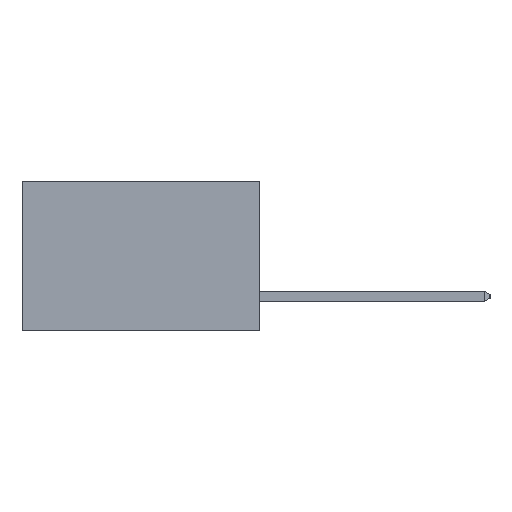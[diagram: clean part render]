
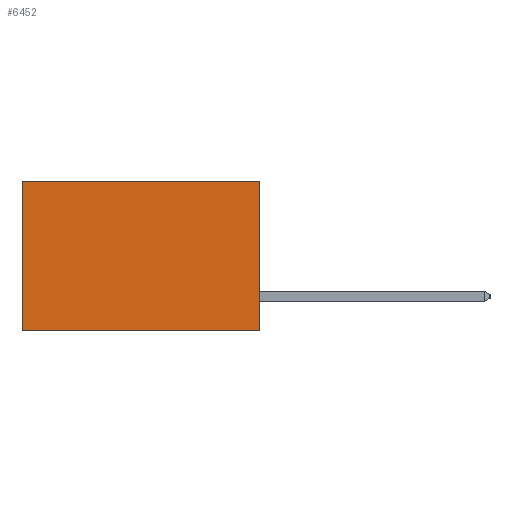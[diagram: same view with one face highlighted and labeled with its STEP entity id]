
A CAD part, left-side view. The second image highlights one B-rep face of the part: STEP entity #6452.
In plain terms, the highlighted planar face has unit normal (-1, 0, 0).
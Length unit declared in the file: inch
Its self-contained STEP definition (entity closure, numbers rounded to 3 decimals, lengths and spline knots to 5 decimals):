
#175 = VECTOR ( 'NONE', #11040, 39.37008 ) ;
#684 = LINE ( 'NONE', #3529, #175 ) ;
#1953 = EDGE_LOOP ( 'NONE', ( #8948, #7008, #11153, #10652 ) ) ;
#2003 = EDGE_CURVE ( 'NONE', #2005, #2706, #2981, .T. ) ;
#2005 = VERTEX_POINT ( 'NONE', #4495 ) ;
#2706 = VERTEX_POINT ( 'NONE', #16484 ) ;
#2981 = LINE ( 'NONE', #3481, #14456 ) ;
#3481 = CARTESIAN_POINT ( 'NONE',  ( 0.277, 0.59, -0.37 ) ) ;
#3529 = CARTESIAN_POINT ( 'NONE',  ( 0.277, 0., -0.37 ) ) ;
#3822 = FACE_OUTER_BOUND ( 'NONE', #1953, .T. ) ;
#4495 = CARTESIAN_POINT ( 'NONE',  ( 0.277, 0.59, 0. ) ) ;
#5978 = CARTESIAN_POINT ( 'NONE',  ( 0.277, 0., -0.37 ) ) ;
#6452 = ADVANCED_FACE ( 'NONE', ( #3822 ), #13055, .F. ) ;
#7008 = ORIENTED_EDGE ( 'NONE', *, *, #13437, .F. ) ;
#8948 = ORIENTED_EDGE ( 'NONE', *, *, #2003, .T. ) ;
#9266 = CARTESIAN_POINT ( 'NONE',  ( 0.277, 0., -0.37 ) ) ;
#9985 = VECTOR ( 'NONE', #11586, 39.37008 ) ;
#10103 = CARTESIAN_POINT ( 'NONE',  ( 0.277, 0., 0. ) ) ;
#10652 = ORIENTED_EDGE ( 'NONE', *, *, #11325, .T. ) ;
#10742 = DIRECTION ( 'NONE',  ( 0., 1., 0. ) ) ;
#11040 = DIRECTION ( 'NONE',  ( 0., 0., -1. ) ) ;
#11078 = VERTEX_POINT ( 'NONE', #15437 ) ;
#11153 = ORIENTED_EDGE ( 'NONE', *, *, #17453, .F. ) ;
#11291 = LINE ( 'NONE', #9266, #18627 ) ;
#11325 = EDGE_CURVE ( 'NONE', #11078, #2005, #13399, .T. ) ;
#11586 = DIRECTION ( 'NONE',  ( 0., 1., 0. ) ) ;
#12968 = DIRECTION ( 'NONE',  ( 0., 0., -1. ) ) ;
#12996 = DIRECTION ( 'NONE',  ( 1., 0., 0. ) ) ;
#13055 = PLANE ( 'NONE',  #14898 ) ;
#13075 = CARTESIAN_POINT ( 'NONE',  ( 0.277, 0., -0.37 ) ) ;
#13313 = VERTEX_POINT ( 'NONE', #5978 ) ;
#13399 = LINE ( 'NONE', #10103, #9985 ) ;
#13437 = EDGE_CURVE ( 'NONE', #13313, #2706, #11291, .T. ) ;
#14456 = VECTOR ( 'NONE', #15799, 39.37008 ) ;
#14898 = AXIS2_PLACEMENT_3D ( 'NONE', #13075, #12996, #12968 ) ;
#15437 = CARTESIAN_POINT ( 'NONE',  ( 0.277, 0., 0. ) ) ;
#15799 = DIRECTION ( 'NONE',  ( 0., 0., -1. ) ) ;
#16484 = CARTESIAN_POINT ( 'NONE',  ( 0.277, 0.59, -0.37 ) ) ;
#17453 = EDGE_CURVE ( 'NONE', #11078, #13313, #684, .T. ) ;
#18627 = VECTOR ( 'NONE', #10742, 39.37008 ) ;
